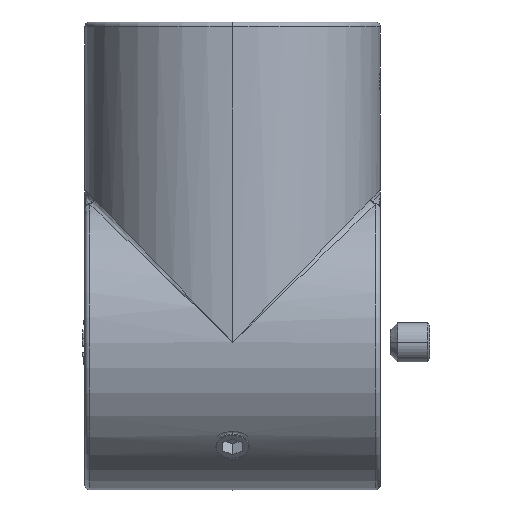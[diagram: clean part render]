
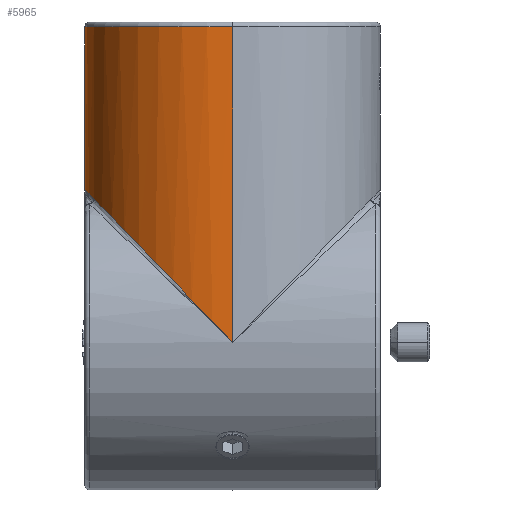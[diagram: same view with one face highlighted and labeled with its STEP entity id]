
A CAD part, left-side view. The second image highlights one B-rep face of the part: STEP entity #5965.
In plain terms, the highlighted cylindrical face has radius 30 mm (diameter 60 mm), a partial arc.
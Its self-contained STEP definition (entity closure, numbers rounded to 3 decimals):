
#28 = DIRECTION ( 'NONE',  ( -1., 0., 0. ) ) ;
#102 = CARTESIAN_POINT ( 'NONE',  ( 4.5, 29.674, 30.648 ) ) ;
#544 = VECTOR ( 'NONE', #3759, 1000. ) ;
#781 = CARTESIAN_POINT ( 'NONE',  ( -30., 0., 0. ) ) ;
#883 = EDGE_CURVE ( 'NONE', #13572, #10445, #12880, .T. ) ;
#1012 = ORIENTED_EDGE ( 'NONE', *, *, #3539, .T. ) ;
#1039 = CYLINDRICAL_SURFACE ( 'NONE', #3258, 30. ) ;
#1138 = CARTESIAN_POINT ( 'NONE',  ( 7.158, 29.148, 30.113 ) ) ;
#1370 = FACE_OUTER_BOUND ( 'NONE', #7609, .T. ) ;
#1434 = CARTESIAN_POINT ( 'NONE',  ( 0., 0., 64. ) ) ;
#2067 = CARTESIAN_POINT ( 'NONE',  ( -8.897, 28.664, 29.618 ) ) ;
#2141 = CARTESIAN_POINT ( 'NONE',  ( 10.601, 28.065, 29. ) ) ;
#2173 = CARTESIAN_POINT ( 'NONE',  ( 30., 8.063, 31. ) ) ;
#2176 = CARTESIAN_POINT ( 'NONE',  ( 9.757, 28.384, 29.33 ) ) ;
#2385 = CARTESIAN_POINT ( 'NONE',  ( -30., 0., 0. ) ) ;
#2444 = VERTEX_POINT ( 'NONE', #4421 ) ;
#2472 = DIRECTION ( 'NONE',  ( 1., 0., 0. ) ) ;
#2579 = EDGE_CURVE ( 'NONE', #11138, #6667, #3219, .T. ) ;
#3123 = CARTESIAN_POINT ( 'NONE',  ( -6.277, 29.35, 30.319 ) ) ;
#3156 = CARTESIAN_POINT ( 'NONE',  ( 0., 30., 30.978 ) ) ;
#3219 = CIRCLE ( 'NONE', #7716, 30. ) ;
#3230 = CARTESIAN_POINT ( 'NONE',  ( 26.914, 15.512, 27.812 ) ) ;
#3258 = AXIS2_PLACEMENT_3D ( 'NONE', #10471, #7327, #28 ) ;
#3388 = CARTESIAN_POINT ( 'NONE',  ( -10.601, 28.065, 29. ) ) ;
#3539 = EDGE_CURVE ( 'NONE', #6667, #8883, #6040, .T. ) ;
#3759 = DIRECTION ( 'NONE',  ( 0., 0., -1. ) ) ;
#4051 =( BOUNDED_CURVE ( )  B_SPLINE_CURVE ( 3, ( #8487, #2173, #3230, #10586 ),
 .UNSPECIFIED., .F., .T. ) 
 B_SPLINE_CURVE_WITH_KNOTS ( ( 4, 4 ),
 ( 3.142, 3.927 ),
 .UNSPECIFIED. ) 
 CURVE ( )  GEOMETRIC_REPRESENTATION_ITEM ( )  RATIONAL_B_SPLINE_CURVE ( ( 1., 0.949, 0.949, 1. ) ) 
 REPRESENTATION_ITEM ( '' )  );
#4183 = CARTESIAN_POINT ( 'NONE',  ( 14.6, 26.554, 27.439 ) ) ;
#4196 = CARTESIAN_POINT ( 'NONE',  ( -3.605, 29.796, 30.772 ) ) ;
#4229 = CARTESIAN_POINT ( 'NONE',  ( 30., 0., 64. ) ) ;
#4421 = CARTESIAN_POINT ( 'NONE',  ( 21.213, 21.213, 21.92 ) ) ;
#4853 = ORIENTED_EDGE ( 'NONE', *, *, #2579, .T. ) ;
#4946 = EDGE_CURVE ( 'NONE', #8557, #12102, #10261, .T. ) ;
#5262 = CARTESIAN_POINT ( 'NONE',  ( -0.903, 30., 30.978 ) ) ;
#5330 = CARTESIAN_POINT ( 'NONE',  ( 0.903, 30., 30.978 ) ) ;
#5453 = ORIENTED_EDGE ( 'NONE', *, *, #4946, .T. ) ;
#5739 = ORIENTED_EDGE ( 'NONE', *, *, #13554, .T. ) ;
#5965 = ADVANCED_FACE ( 'NONE', ( #1370 ), #1039, .T. ) ;
#6040 = LINE ( 'NONE', #12116, #10944 ) ;
#6122 = LINE ( 'NONE', #9007, #544 ) ;
#6261 = CARTESIAN_POINT ( 'NONE',  ( 21.213, 21.213, 21.92 ) ) ;
#6272 = CARTESIAN_POINT ( 'NONE',  ( -10.601, 28.065, 29. ) ) ;
#6385 = CARTESIAN_POINT ( 'NONE',  ( 3.605, 29.796, 30.772 ) ) ;
#6667 = VERTEX_POINT ( 'NONE', #4229 ) ;
#7072 = CARTESIAN_POINT ( 'NONE',  ( -30., 12.897, 13.327 ) ) ;
#7327 = DIRECTION ( 'NONE',  ( 0., 0., -1. ) ) ;
#7447 = CARTESIAN_POINT ( 'NONE',  ( 6.277, 29.35, 30.319 ) ) ;
#7609 = EDGE_LOOP ( 'NONE', ( #4853, #1012, #9378, #5739, #7663, #11698, #5453, #11103 ) ) ;
#7663 = ORIENTED_EDGE ( 'NONE', *, *, #883, .F. ) ;
#7716 = AXIS2_PLACEMENT_3D ( 'NONE', #1434, #8784, #2472 ) ;
#8487 = CARTESIAN_POINT ( 'NONE',  ( 30., 0., 31. ) ) ;
#8489 = CARTESIAN_POINT ( 'NONE',  ( 8.897, 28.664, 29.618 ) ) ;
#8557 = VERTEX_POINT ( 'NONE', #3388 ) ;
#8784 = DIRECTION ( 'NONE',  ( 0., 0., -1. ) ) ;
#8883 = VERTEX_POINT ( 'NONE', #9523 ) ;
#9007 = CARTESIAN_POINT ( 'NONE',  ( -30., 0., 65. ) ) ;
#9248 = CARTESIAN_POINT ( 'NONE',  ( -30., 0., 64. ) ) ;
#9378 = ORIENTED_EDGE ( 'NONE', *, *, #10919, .T. ) ;
#9425 = CARTESIAN_POINT ( 'NONE',  ( -7.158, 29.148, 30.113 ) ) ;
#9523 = CARTESIAN_POINT ( 'NONE',  ( 30., 0., 31. ) ) ;
#9537 = CARTESIAN_POINT ( 'NONE',  ( 10.601, 28.065, 29. ) ) ;
#10080 = DIRECTION ( 'NONE',  ( 0., 0., -1. ) ) ;
#10175 = CARTESIAN_POINT ( 'NONE',  ( -22.666, 23.507, 24.291 ) ) ;
#10261 =( BOUNDED_CURVE ( )  B_SPLINE_CURVE ( 3, ( #11226, #10175, #7072, #781 ),
 .UNSPECIFIED., .F., .F. ) 
 B_SPLINE_CURVE_WITH_KNOTS ( ( 4, 4 ),
 ( 0.361, 1.571 ),
 .UNSPECIFIED. ) 
 CURVE ( )  GEOMETRIC_REPRESENTATION_ITEM ( )  RATIONAL_B_SPLINE_CURVE ( ( 1., 0.882, 0.882, 1. ) ) 
 REPRESENTATION_ITEM ( '' )  );
#10445 = VERTEX_POINT ( 'NONE', #2141 ) ;
#10471 = CARTESIAN_POINT ( 'NONE',  ( 0., 0., 65. ) ) ;
#10479 = CARTESIAN_POINT ( 'NONE',  ( -4.5, 29.674, 30.648 ) ) ;
#10586 = CARTESIAN_POINT ( 'NONE',  ( 21.213, 21.213, 21.92 ) ) ;
#10919 = EDGE_CURVE ( 'NONE', #8883, #2444, #4051, .T. ) ;
#10944 = VECTOR ( 'NONE', #10080, 1000. ) ;
#11103 = ORIENTED_EDGE ( 'NONE', *, *, #12928, .F. ) ;
#11138 = VERTEX_POINT ( 'NONE', #9248 ) ;
#11197 = B_SPLINE_CURVE_WITH_KNOTS ( 'NONE', 3,
 ( #6272, #12542, #2067, #9425, #3123, #10479, #4196, #11536, #5262, #12588 ),
 .UNSPECIFIED., .F., .F.,
 ( 4, 2, 2, 2, 4 ),
 ( 0., 0.25, 0.5, 0.75, 1. ),
 .UNSPECIFIED. ) ;
#11226 = CARTESIAN_POINT ( 'NONE',  ( -10.601, 28.065, 29. ) ) ;
#11524 = CARTESIAN_POINT ( 'NONE',  ( 10.601, 28.065, 29. ) ) ;
#11536 = CARTESIAN_POINT ( 'NONE',  ( -1.806, 29.959, 30.937 ) ) ;
#11603 = CARTESIAN_POINT ( 'NONE',  ( 0., 30., 30.978 ) ) ;
#11698 = ORIENTED_EDGE ( 'NONE', *, *, #11986, .F. ) ;
#11986 = EDGE_CURVE ( 'NONE', #8557, #13572, #11197, .T. ) ;
#12102 = VERTEX_POINT ( 'NONE', #2385 ) ;
#12116 = CARTESIAN_POINT ( 'NONE',  ( 30., 0., 65. ) ) ;
#12533 = CARTESIAN_POINT ( 'NONE',  ( 18.191, 24.236, 25.044 ) ) ;
#12542 = CARTESIAN_POINT ( 'NONE',  ( -9.757, 28.384, 29.33 ) ) ;
#12588 = CARTESIAN_POINT ( 'NONE',  ( 0., 30., 30.978 ) ) ;
#12654 = CARTESIAN_POINT ( 'NONE',  ( 1.806, 29.959, 30.937 ) ) ;
#12880 = B_SPLINE_CURVE_WITH_KNOTS ( 'NONE', 3,
 ( #11603, #5330, #12654, #6385, #102, #7447, #1138, #8489, #2176, #9537 ),
 .UNSPECIFIED., .F., .F.,
 ( 4, 2, 2, 2, 4 ),
 ( 0., 0.25, 0.5, 0.75, 1. ),
 .UNSPECIFIED. ) ;
#12928 = EDGE_CURVE ( 'NONE', #11138, #12102, #6122, .T. ) ;
#13468 =( BOUNDED_CURVE ( )  B_SPLINE_CURVE ( 3, ( #6261, #12533, #4183, #11524 ),
 .UNSPECIFIED., .F., .F. ) 
 B_SPLINE_CURVE_WITH_KNOTS ( ( 4, 4 ),
 ( 5.498, 5.922 ),
 .UNSPECIFIED. ) 
 CURVE ( )  GEOMETRIC_REPRESENTATION_ITEM ( )  RATIONAL_B_SPLINE_CURVE ( ( 1., 0.985, 0.985, 1. ) ) 
 REPRESENTATION_ITEM ( '' )  );
#13554 = EDGE_CURVE ( 'NONE', #2444, #10445, #13468, .T. ) ;
#13572 = VERTEX_POINT ( 'NONE', #3156 ) ;
